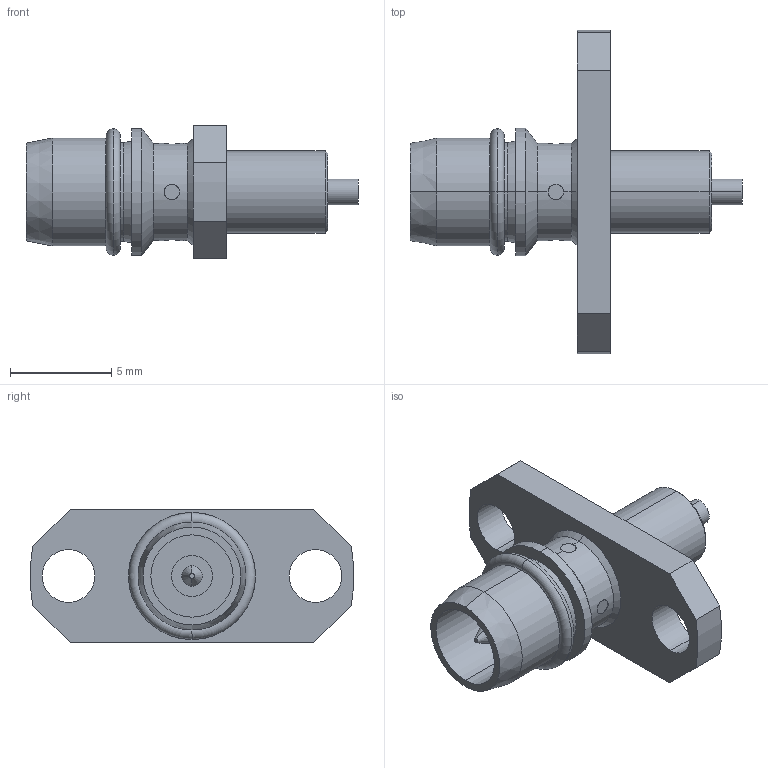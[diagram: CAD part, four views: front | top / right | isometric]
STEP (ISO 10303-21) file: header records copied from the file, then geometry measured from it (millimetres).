
FILE_DESCRIPTION (( 'STEP AP203' ), '1' );
FILE_NAME ('FMCN1228 ¦ PE45343.step', '2019-08-19T14:29:22', ( '' ), ( '' ), 'SwSTEP 2.0', 'SolidWorks 2018', '' );
FILE_SCHEMA (( 'CONFIG_CONTROL_DESIGN' ));
Length unit declared in the file: inch
Products named in the file (1): FMCN1228 ｦ PE45343
Bounding box: 16.4 x 15.97 x 6.6 mm (x, y, z)
Volume: 327.4 mm3; surface area: 620.3 mm2
Topology: 2 solids, 2 shells, 68 faces, 146 edges, 90 vertices
Faces by surface type: cylinder 32, plane 20, cone 12, torus 4
Entity records: 1993 total; most frequent: CARTESIAN_POINT 377, DIRECTION 350, ORIENTED_EDGE 292, EDGE_CURVE 146, AXIS2_PLACEMENT_3D 143, VERTEX_POINT 90, EDGE_LOOP 82, CIRCLE 74
